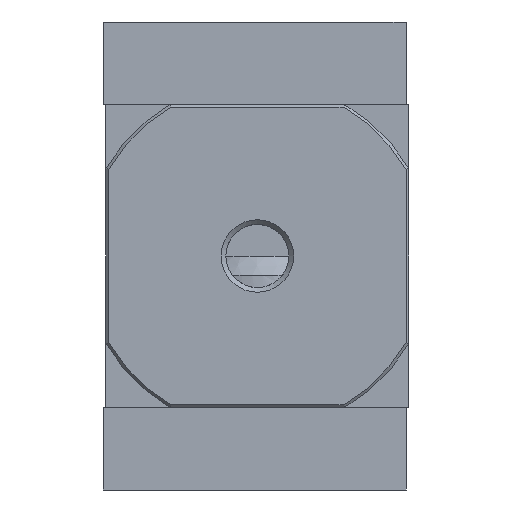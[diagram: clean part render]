
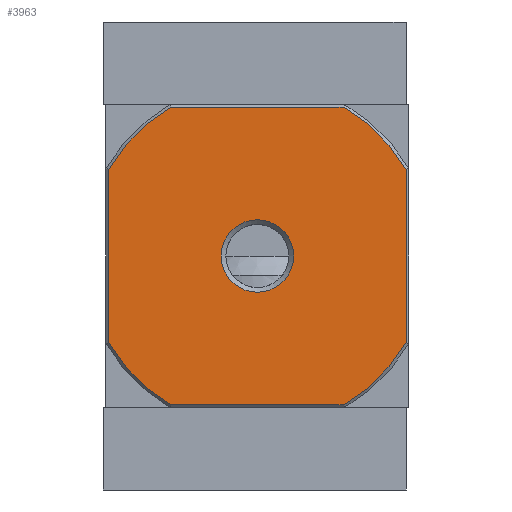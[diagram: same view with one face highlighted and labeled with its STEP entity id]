
A CAD part, front view. The second image highlights one B-rep face of the part: STEP entity #3963.
In plain terms, the highlighted planar face has unit normal (0, -1, 0).
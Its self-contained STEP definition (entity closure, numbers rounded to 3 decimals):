
#259=CIRCLE('',#4243,6.579);
#260=CIRCLE('',#4244,31.25);
#261=CIRCLE('',#4245,31.25);
#262=CIRCLE('',#4246,31.25);
#263=CIRCLE('',#4247,31.25);
#484=ORIENTED_EDGE('',*,*,#1400,.F.);
#485=ORIENTED_EDGE('',*,*,#1401,.T.);
#486=ORIENTED_EDGE('',*,*,#1402,.F.);
#487=ORIENTED_EDGE('',*,*,#1396,.T.);
#488=ORIENTED_EDGE('',*,*,#1403,.F.);
#489=ORIENTED_EDGE('',*,*,#1404,.F.);
#490=ORIENTED_EDGE('',*,*,#1405,.F.);
#491=ORIENTED_EDGE('',*,*,#1406,.F.);
#492=ORIENTED_EDGE('',*,*,#1407,.F.);
#1396=EDGE_CURVE('',#1854,#1855,#2174,.T.);
#1400=EDGE_CURVE('',#1858,#1858,#259,.T.);
#1401=EDGE_CURVE('',#1859,#1860,#2176,.T.);
#1402=EDGE_CURVE('',#1854,#1860,#260,.T.);
#1403=EDGE_CURVE('',#1861,#1855,#261,.T.);
#1404=EDGE_CURVE('',#1862,#1861,#2177,.T.);
#1405=EDGE_CURVE('',#1863,#1862,#262,.T.);
#1406=EDGE_CURVE('',#1864,#1863,#2178,.T.);
#1407=EDGE_CURVE('',#1859,#1864,#263,.T.);
#1854=VERTEX_POINT('',#5930);
#1855=VERTEX_POINT('',#5931);
#1858=VERTEX_POINT('',#5945);
#1859=VERTEX_POINT('',#5947);
#1860=VERTEX_POINT('',#5948);
#1861=VERTEX_POINT('',#5951);
#1862=VERTEX_POINT('',#5953);
#1863=VERTEX_POINT('',#5955);
#1864=VERTEX_POINT('',#5957);
#2174=LINE('',#5929,#2395);
#2176=LINE('',#5946,#2397);
#2177=LINE('',#5952,#2398);
#2178=LINE('',#5956,#2399);
#2395=VECTOR('',#4721,1000.);
#2397=VECTOR('',#4727,1000.);
#2398=VECTOR('',#4732,1000.);
#2399=VECTOR('',#4735,1000.);
#2615=EDGE_LOOP('',(#484));
#2616=EDGE_LOOP('',(#485,#486,#487,#488,#489,#490,#491,#492));
#2976=FACE_BOUND('',#2615,.T.);
#2977=FACE_BOUND('',#2616,.T.);
#3337=PLANE('',#4242);
#3963=ADVANCED_FACE('',(#2976,#2977),#3337,.F.);
#4242=AXIS2_PLACEMENT_3D('',#5943,#4723,#4724);
#4243=AXIS2_PLACEMENT_3D('',#5944,#4725,#4726);
#4244=AXIS2_PLACEMENT_3D('',#5949,#4728,#4729);
#4245=AXIS2_PLACEMENT_3D('',#5950,#4730,#4731);
#4246=AXIS2_PLACEMENT_3D('',#5954,#4733,#4734);
#4247=AXIS2_PLACEMENT_3D('',#5958,#4736,#4737);
#4721=DIRECTION('',(0.,0.,-1.));
#4723=DIRECTION('',(0.,1.,0.));
#4724=DIRECTION('',(0.,0.,1.));
#4725=DIRECTION('',(0.,-1.,0.));
#4726=DIRECTION('',(0.,0.,-1.));
#4727=DIRECTION('',(-1.,0.,0.));
#4728=DIRECTION('',(0.,1.,0.));
#4729=DIRECTION('',(-1.,0.,0.));
#4730=DIRECTION('',(0.,1.,0.));
#4731=DIRECTION('',(-1.,0.,0.));
#4732=DIRECTION('',(-1.,0.,0.));
#4733=DIRECTION('',(0.,1.,0.));
#4734=DIRECTION('',(-1.,0.,0.));
#4735=DIRECTION('',(0.,0.,-1.));
#4736=DIRECTION('',(0.,1.,0.));
#4737=DIRECTION('',(-1.,0.,0.));
#5929=CARTESIAN_POINT('',(-27.,-27.5,27.5));
#5930=CARTESIAN_POINT('',(-27.,-27.5,15.734));
#5931=CARTESIAN_POINT('',(-27.,-27.5,-15.734));
#5943=CARTESIAN_POINT('',(-27.,-27.5,27.5));
#5944=CARTESIAN_POINT('',(0.,-27.5,0.));
#5945=CARTESIAN_POINT('',(0.,-27.5,-6.579));
#5946=CARTESIAN_POINT('',(27.5,-27.5,27.));
#5947=CARTESIAN_POINT('',(15.734,-27.5,27.));
#5948=CARTESIAN_POINT('',(-15.734,-27.5,27.));
#5949=CARTESIAN_POINT('',(0.,-27.5,0.));
#5950=CARTESIAN_POINT('',(0.,-27.5,0.));
#5951=CARTESIAN_POINT('',(-15.734,-27.5,-27.));
#5952=CARTESIAN_POINT('',(27.5,-27.5,-27.));
#5953=CARTESIAN_POINT('',(15.734,-27.5,-27.));
#5954=CARTESIAN_POINT('',(0.,-27.5,0.));
#5955=CARTESIAN_POINT('',(27.,-27.5,-15.734));
#5956=CARTESIAN_POINT('',(27.,-27.5,27.5));
#5957=CARTESIAN_POINT('',(27.,-27.5,15.734));
#5958=CARTESIAN_POINT('',(0.,-27.5,0.));
